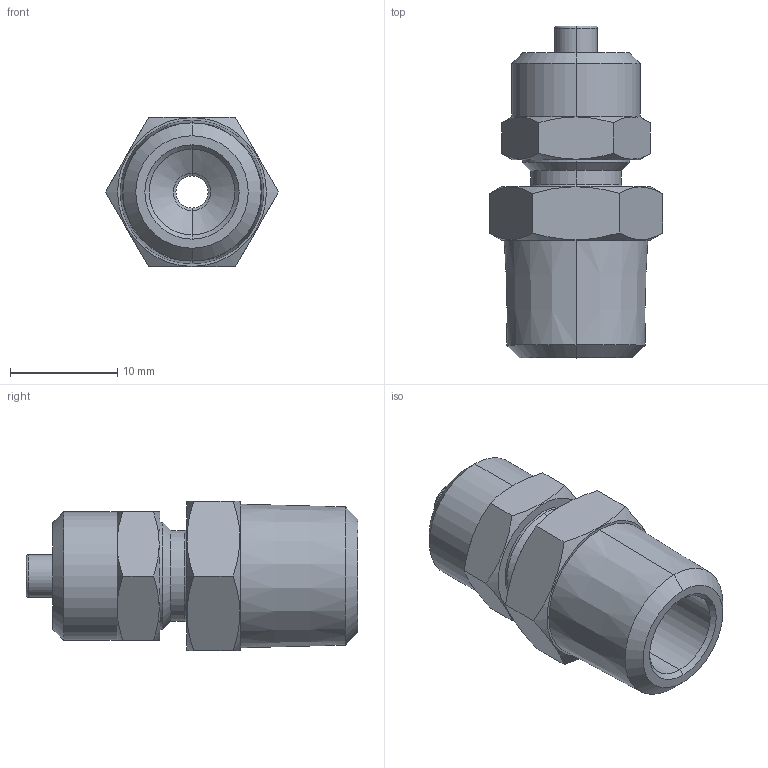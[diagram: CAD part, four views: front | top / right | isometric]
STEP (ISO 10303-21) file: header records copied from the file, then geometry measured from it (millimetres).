
FILE_DESCRIPTION (( 'STEP AP203' ), '1' );
FILE_NAME ('02010032.STEP', '2011-06-15T06:48:19', ( '' ), ( 'sopra-pneumatic' ), 'SwSTEP 2.0', 'SolidWorks 2011', '' );
FILE_SCHEMA (( 'CONFIG_CONTROL_DESIGN' ));
Length unit declared in the file: millimetre
Products named in the file (1): 02010032
Bounding box: 16.17 x 31 x 14 mm (x, y, z)
Volume: 2795.6 mm3; surface area: 2097.1 mm2
Topology: 1 solids, 1 shells, 73 faces, 160 edges, 94 vertices
Faces by surface type: cone 32, plane 19, cylinder 18, torus 4
Entity records: 2231 total; most frequent: CARTESIAN_POINT 572, DIRECTION 340, ORIENTED_EDGE 320, EDGE_CURVE 160, AXIS2_PLACEMENT_3D 142, VERTEX_POINT 94, EDGE_LOOP 80, FACE_OUTER_BOUND 73
